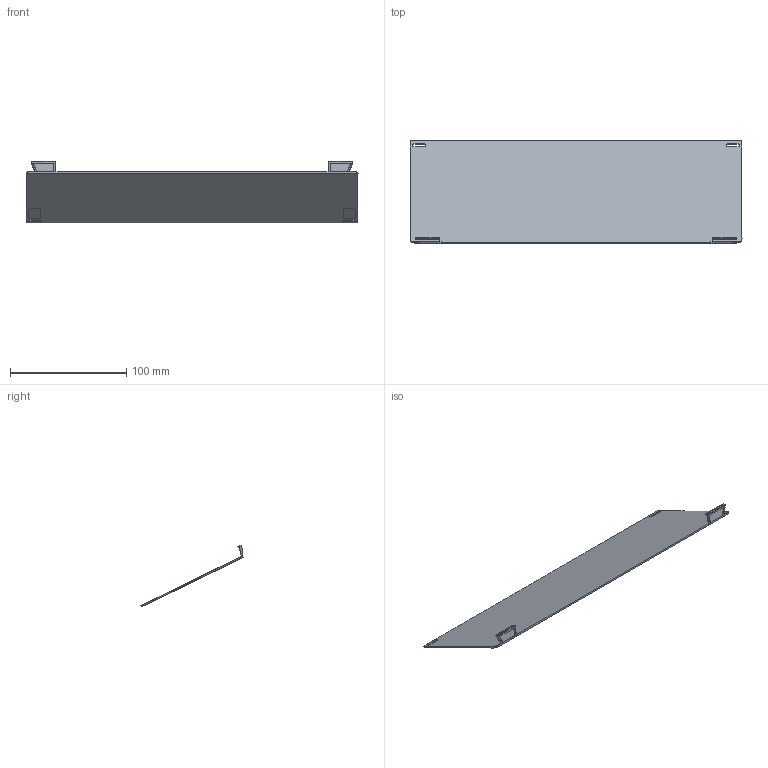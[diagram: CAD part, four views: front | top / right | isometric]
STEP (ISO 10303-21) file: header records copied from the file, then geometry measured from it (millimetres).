
FILE_DESCRIPTION((''),'2;1');
FILE_NAME('X944006-001_SHIM_PLASTIC-REVC','2015-10-12T',('slongo'),(''),'PRO/ENGINEER BY PARAMETRIC TECHNOLOGY CORPORATION, 2014090','PRO/ENGINEER BY PARAMETRIC TECHNOLOGY CORPORATION, 2014090','');
FILE_SCHEMA(('CONFIG_CONTROL_DESIGN','GEOMETRIC_VALIDATION_PROPERTIES_MIM'));
Length unit declared in the file: millimetre
Products named in the file (1): X944006-001_SHIM_PLASTIC-REVC
Bounding box: 285.66 x 87.92 x 53.24 mm (x, y, z)
Volume: 33195.4 mm3; surface area: 57470.3 mm2
Topology: 1 solids, 1 shells, 80 faces, 232 edges, 156 vertices
Faces by surface type: plane 62, cylinder 8, cone 8, bspline 2
Entity records: 3037 total; most frequent: CARTESIAN_POINT 858, ORIENTED_EDGE 464, DIRECTION 385, EDGE_CURVE 232, VECTOR 181, LINE 181, VERTEX_POINT 156, AXIS2_PLACEMENT_3D 102
